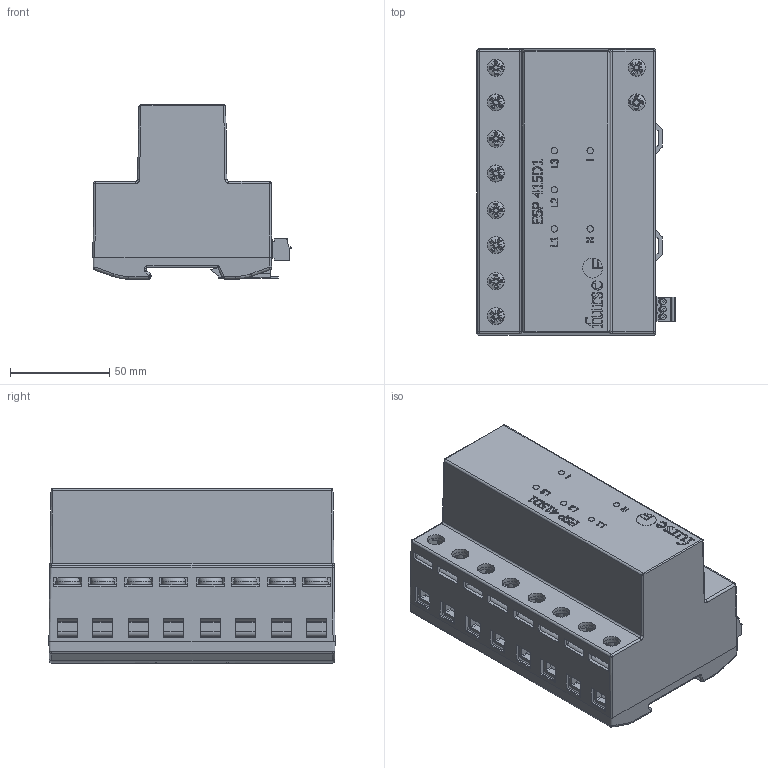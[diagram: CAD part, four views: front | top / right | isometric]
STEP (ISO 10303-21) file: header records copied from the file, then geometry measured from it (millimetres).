
FILE_DESCRIPTION(/* description */ ('ESP 415D1 - Combined type 1, 2, 3 protector for use on mains power distribution'),/* implementation_level */ '2;1');
FILE_NAME(/* name */ 'ESP 415D1.stp',/* time_stamp */ '2014-02-14T08:53:26+00:00',/* author */ ('N. Brown'),/* organization */ ('W.J.Furse'),/* preprocessor_version */ 'ST-DEVELOPER v15.2',/* originating_system */ 'Autodesk Inventor 2014',/* authorisation */ '');
FILE_SCHEMA (('AUTOMOTIVE_DESIGN { 1 0 10303 214 3 1 1 }'));
Products named in the file (1): ESP415D1
Bounding box: 99.77 x 144 x 87.7 mm (x, y, z)
Volume: 172146.3 mm3; surface area: 208919.1 mm2
Topology: 3 solids, 14 shells, 5016 faces, 13121 edges, 8156 vertices
Faces by surface type: plane 3177, cylinder 963, bspline 443, cone 288, torus 125, sphere 20
Full cylindrical faces by diameter (mm): 1.2 x3, 1.25 x3, 1.3 x3, 1.7 x16, 2.5 x6, 2.8 x3, 2.9 x3, 3.18 x12, 3.2 x5, 3.242 x10, 4.5 x10, 4.7 x1, 5.459 x10, 6 x30, 6.2 x10
Entity records: 180084 total; most frequent: CARTESIAN_POINT 55431, ORIENTED_EDGE 25546, DIRECTION 23529, EDGE_CURVE 12773, LINE 8489, VECTOR 8489, VERTEX_POINT 8074, AXIS2_PLACEMENT_3D 7520
